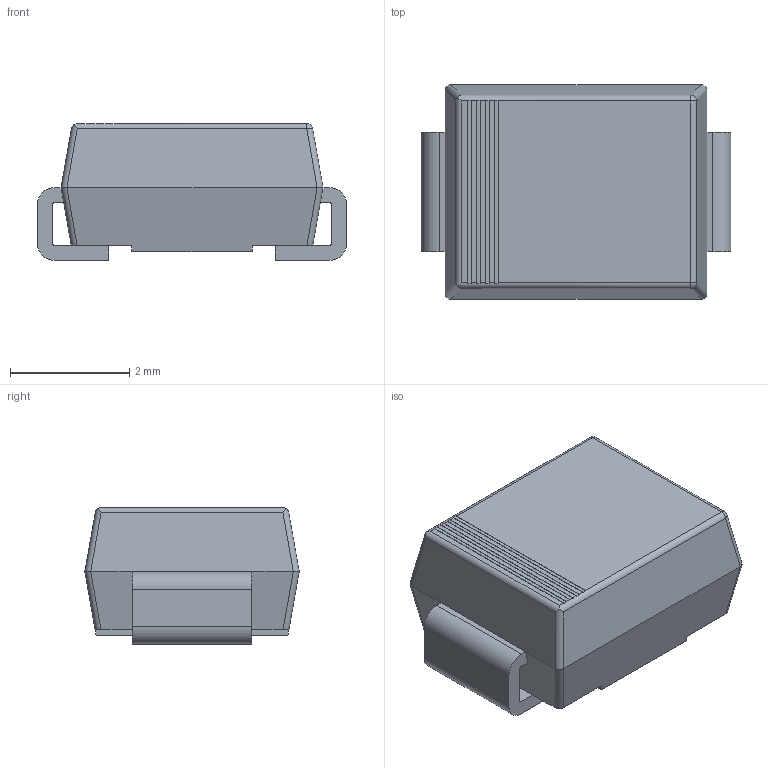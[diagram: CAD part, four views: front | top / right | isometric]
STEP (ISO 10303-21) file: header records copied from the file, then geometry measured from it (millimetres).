
FILE_DESCRIPTION (( 'STEP AP214' ), '1' );
FILE_NAME ('SMB_L4.4-W3.6-LS5.2-RD.STEP', '2021-10-14T09:00:49', ( '' ), ( '' ), 'SwSTEP 2.0', 'SolidWorks 2020', '' );
FILE_SCHEMA (( 'AUTOMOTIVE_DESIGN' ));
Length unit declared in the file: millimetre
Products named in the file (1): SMB_L4.4-W3.6-LS5.2-RD
Bounding box: 5.2 x 3.6 x 2.3 mm (x, y, z)
Volume: 32.4 mm3; surface area: 73 mm2
Topology: 1 solids, 1 shells, 129 faces, 350 edges, 226 vertices
Faces by surface type: plane 93, cylinder 20, bspline 14, sphere 2
Entity records: 6147 total; most frequent: CARTESIAN_POINT 1546, ORIENTED_EDGE 700, DIRECTION 578, EDGE_CURVE 350, VECTOR 270, LINE 270, VERTEX_POINT 226, AXIS2_PLACEMENT_3D 154
